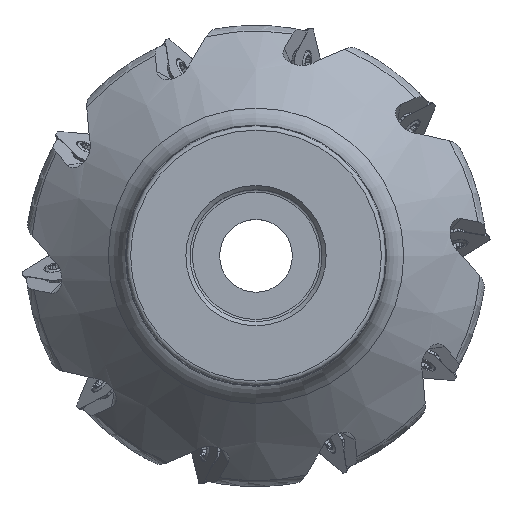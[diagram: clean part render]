
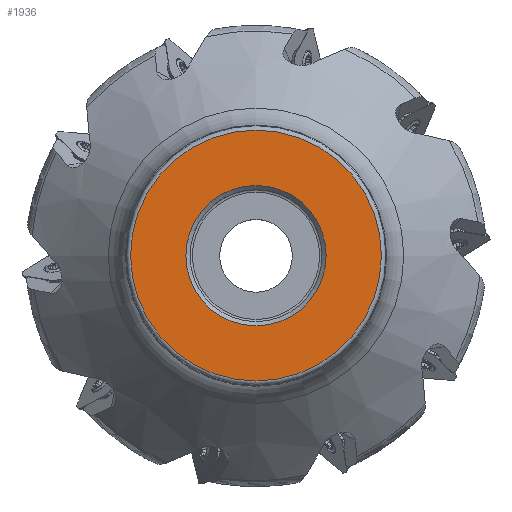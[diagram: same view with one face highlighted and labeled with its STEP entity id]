
A CAD part, top view. The second image highlights one B-rep face of the part: STEP entity #1936.
In plain terms, the highlighted planar face has unit normal (0, 0, 1).
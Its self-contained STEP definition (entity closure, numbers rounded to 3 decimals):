
#1936=ADVANCED_FACE('SU_1',(#3838,#3839),#2817,.F.);
#2817=PLANE('',#19911);
#3444=CIRCLE('',#19909,30.193);
#3445=CIRCLE('',#19910,16.881);
#3838=FACE_BOUND('',#4277,.T.);
#3839=FACE_BOUND('',#4278,.T.);
#4277=EDGE_LOOP('',(#8039));
#4278=EDGE_LOOP('',(#8040));
#8039=ORIENTED_EDGE('',*,*,#15411,.T.);
#8040=ORIENTED_EDGE('',*,*,#15412,.F.);
#13273=VERTEX_POINT('',#31782);
#13274=VERTEX_POINT('',#31784);
#15411=EDGE_CURVE('',#13273,#13273,#3444,.T.);
#15412=EDGE_CURVE('',#13274,#13274,#3445,.T.);
#19909=AXIS2_PLACEMENT_3D('',#31781,#22634,#22635);
#19910=AXIS2_PLACEMENT_3D('',#31783,#22636,#22637);
#19911=AXIS2_PLACEMENT_3D('',#31785,#22638,#22639);
#22634=DIRECTION('',(0.,0.,1.));
#22635=DIRECTION('',(1.,0.,0.));
#22636=DIRECTION('',(0.,0.,1.));
#22637=DIRECTION('',(1.,0.,0.));
#22638=DIRECTION('',(0.,0.,-1.));
#22639=DIRECTION('',(-1.,0.,0.));
#31781=CARTESIAN_POINT('',(0.,0.,0.));
#31782=CARTESIAN_POINT('',(30.193,0.,0.));
#31783=CARTESIAN_POINT('',(0.,0.,0.));
#31784=CARTESIAN_POINT('',(16.881,0.,0.));
#31785=CARTESIAN_POINT('',(-31.193,0.,0.));
